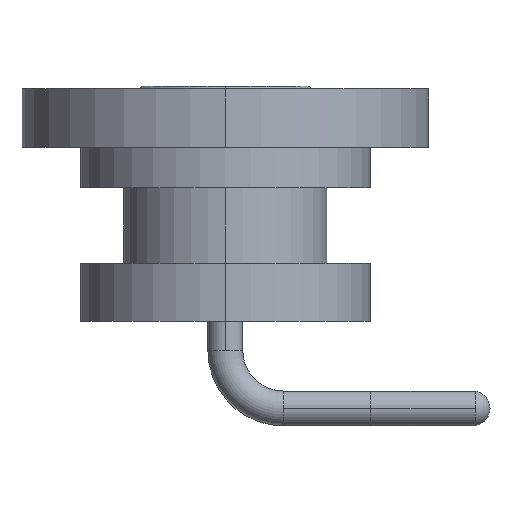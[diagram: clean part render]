
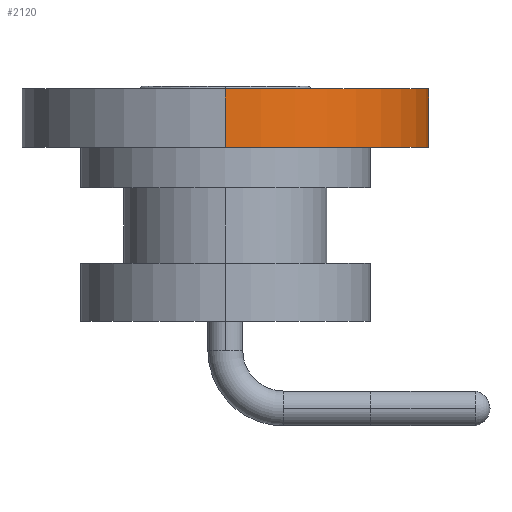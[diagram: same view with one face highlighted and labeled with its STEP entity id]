
A CAD part, left-side view. The second image highlights one B-rep face of the part: STEP entity #2120.
In plain terms, the highlighted cylindrical face has radius 3.5 mm (diameter 7 mm), a partial arc.
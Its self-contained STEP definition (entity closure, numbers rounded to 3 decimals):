
#193 = CARTESIAN_POINT ( 'NONE',  ( -10.5, 0., 1. ) ) ;
#299 = VERTEX_POINT ( 'NONE', #801 ) ;
#407 = CARTESIAN_POINT ( 'NONE',  ( -7., 0., 1. ) ) ;
#490 = CARTESIAN_POINT ( 'NONE',  ( -7., 0., 1. ) ) ;
#510 = CARTESIAN_POINT ( 'NONE',  ( -7., -3.5, 1. ) ) ;
#542 = AXIS2_PLACEMENT_3D ( 'NONE', #2166, #1089, #2191 ) ;
#588 = CARTESIAN_POINT ( 'NONE',  ( -10.5, 0., 1. ) ) ;
#694 = VECTOR ( 'NONE', #1058, 1000. ) ;
#695 = ORIENTED_EDGE ( 'NONE', *, *, #2084, .F. ) ;
#732 = FACE_OUTER_BOUND ( 'NONE', #2153, .T. ) ;
#801 = CARTESIAN_POINT ( 'NONE',  ( -7., -3.5, 0. ) ) ;
#842 = AXIS2_PLACEMENT_3D ( 'NONE', #407, #1725, #1288 ) ;
#903 = AXIS2_PLACEMENT_3D ( 'NONE', #490, #1985, #1659 ) ;
#960 = EDGE_CURVE ( 'NONE', #1815, #1422, #1820, .T. ) ;
#1058 = DIRECTION ( 'NONE',  ( 0., 0., -1. ) ) ;
#1089 = DIRECTION ( 'NONE',  ( 0., 0., 1. ) ) ;
#1288 = DIRECTION ( 'NONE',  ( -1., 0., 0. ) ) ;
#1317 = VECTOR ( 'NONE', #1564, 1000. ) ;
#1422 = VERTEX_POINT ( 'NONE', #1552 ) ;
#1547 = VERTEX_POINT ( 'NONE', #1606 ) ;
#1552 = CARTESIAN_POINT ( 'NONE',  ( -7., -3.5, 1. ) ) ;
#1564 = DIRECTION ( 'NONE',  ( 0., 0., -1. ) ) ;
#1604 = CIRCLE ( 'NONE', #542, 3.5 ) ;
#1606 = CARTESIAN_POINT ( 'NONE',  ( -10.5, 0., 0. ) ) ;
#1659 = DIRECTION ( 'NONE',  ( 1., 0., 0. ) ) ;
#1688 = CYLINDRICAL_SURFACE ( 'NONE', #842, 3.5 ) ;
#1710 = LINE ( 'NONE', #588, #1317 ) ;
#1725 = DIRECTION ( 'NONE',  ( 0., 0., -1. ) ) ;
#1815 = VERTEX_POINT ( 'NONE', #193 ) ;
#1820 = CIRCLE ( 'NONE', #903, 3.5 ) ;
#1924 = EDGE_CURVE ( 'NONE', #1815, #1547, #1710, .T. ) ;
#1985 = DIRECTION ( 'NONE',  ( 0., 0., 1. ) ) ;
#2053 = ORIENTED_EDGE ( 'NONE', *, *, #1924, .T. ) ;
#2084 = EDGE_CURVE ( 'NONE', #1422, #299, #2186, .T. ) ;
#2120 = ADVANCED_FACE ( 'NONE', ( #732 ), #1688, .T. ) ;
#2123 = ORIENTED_EDGE ( 'NONE', *, *, #960, .F. ) ;
#2153 = EDGE_LOOP ( 'NONE', ( #2123, #2053, #2341, #695 ) ) ;
#2166 = CARTESIAN_POINT ( 'NONE',  ( -7., 0., 0. ) ) ;
#2186 = LINE ( 'NONE', #510, #694 ) ;
#2191 = DIRECTION ( 'NONE',  ( 1., 0., 0. ) ) ;
#2341 = ORIENTED_EDGE ( 'NONE', *, *, #2424, .T. ) ;
#2424 = EDGE_CURVE ( 'NONE', #1547, #299, #1604, .T. ) ;
